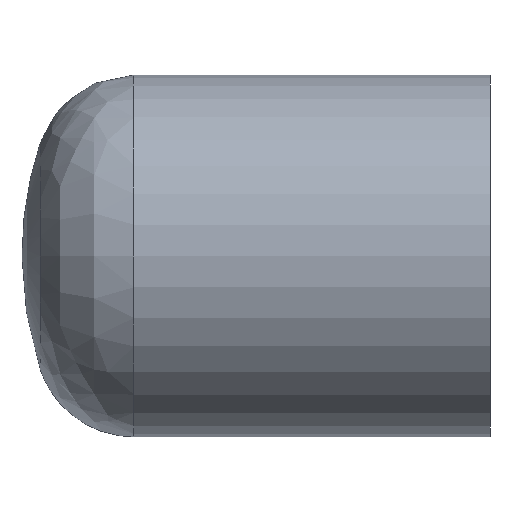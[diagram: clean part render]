
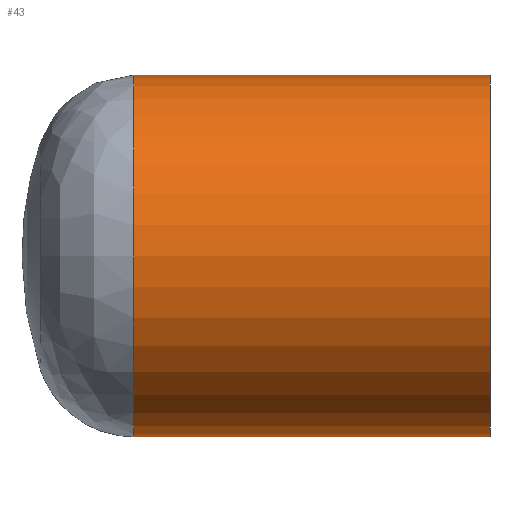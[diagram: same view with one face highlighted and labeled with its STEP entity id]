
A CAD part, front view. The second image highlights one B-rep face of the part: STEP entity #43.
In plain terms, the highlighted cylindrical face has radius 31.5 mm (diameter 63 mm), a full revolution.
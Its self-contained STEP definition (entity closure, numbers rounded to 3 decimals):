
#43 = ADVANCED_FACE( '', ( #86, #87 ), #88, .T. );
#86 = FACE_OUTER_BOUND( '', #155, .T. );
#87 = FACE_OUTER_BOUND( '', #156, .T. );
#88 = CYLINDRICAL_SURFACE( '', #157, 31.5 );
#155 = EDGE_LOOP( '', ( #193 ) );
#156 = EDGE_LOOP( '', ( #194 ) );
#157 = AXIS2_PLACEMENT_3D( '', #195, #196, #197 );
#193 = ORIENTED_EDGE( '', *, *, #202, .F. );
#194 = ORIENTED_EDGE( '', *, *, #205, .T. );
#195 = CARTESIAN_POINT( '', ( -72.9, 0., 0. ) );
#196 = DIRECTION( '', ( -1., 0., 0. ) );
#197 = DIRECTION( '', ( 0., 0., -1. ) );
#202 = EDGE_CURVE( '', #219, #219, #220, .T. );
#205 = EDGE_CURVE( '', #224, #224, #225, .T. );
#219 = VERTEX_POINT( '', #238 );
#220 = CIRCLE( '', #239, 31.5 );
#224 = VERTEX_POINT( '', #243 );
#225 = CIRCLE( '', #244, 31.5 );
#238 = CARTESIAN_POINT( '', ( 0., 0., -31.5 ) );
#239 = AXIS2_PLACEMENT_3D( '', #257, #258, #259 );
#243 = CARTESIAN_POINT( '', ( -62.01, 0., -31.5 ) );
#244 = AXIS2_PLACEMENT_3D( '', #263, #264, #265 );
#257 = CARTESIAN_POINT( '', ( 0., 0., 0. ) );
#258 = DIRECTION( '', ( 1., 0., 0. ) );
#259 = DIRECTION( '', ( 0., 0., -1. ) );
#263 = CARTESIAN_POINT( '', ( -62.01, 0., 0. ) );
#264 = DIRECTION( '', ( 1., 0., 0. ) );
#265 = DIRECTION( '', ( 0., 0., -1. ) );
